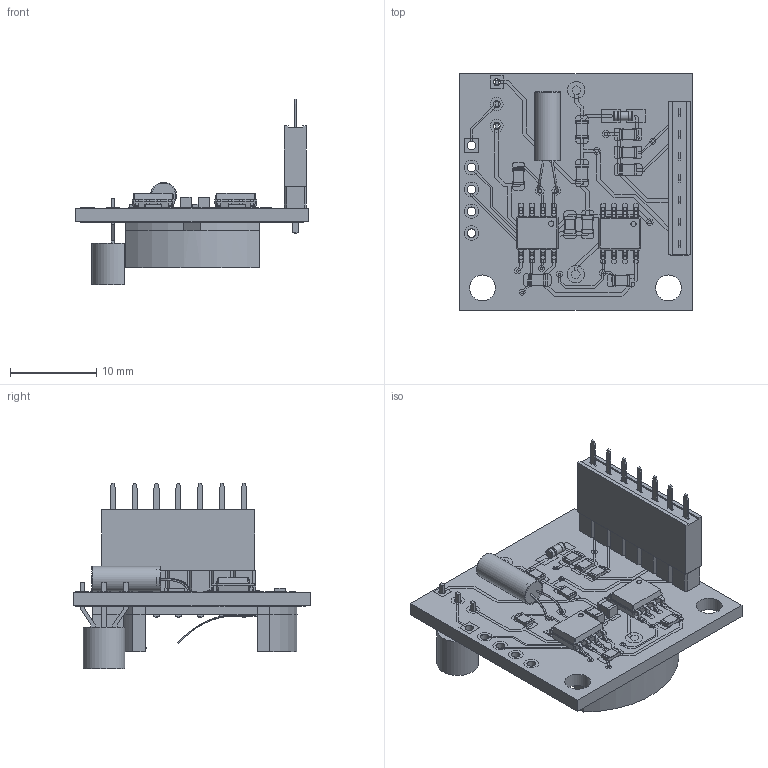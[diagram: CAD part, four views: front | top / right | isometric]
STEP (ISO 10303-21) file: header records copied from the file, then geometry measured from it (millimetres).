
FILE_DESCRIPTION(('FreeCAD Model'),'2;1');
FILE_NAME('TinyRTC_1307_1_socket.step','2019-12-24T18:35:04',( 'kicad StepUp'),('ksu MCAD'),'Open CASCADE STEP processor 7.3', 'FreeCAD','Unknown');
FILE_SCHEMA(('AUTOMOTIVE_DESIGN { 1 0 10303 214 1 1 1 1 }'));
Products named in the file (1): TinyRTC_1307_1_socket
Bounding box: 27 x 27.5 x 21.55 mm (x, y, z)
Volume: 2285.7 mm3; surface area: 5489.1 mm2
Topology: 25 solids, 183 shells, 1498 faces, 7534 edges, 6271 vertices
Faces by surface type: plane 1212, cylinder 207, bspline 68, extrusion 8, revolution 2, torus 1
Full cylindrical faces by diameter (mm): 0.5 x2, 0.6 x2, 0.8 x3, 1 x12, 1.05 x2, 1.07 x1, 1.1 x2, 2.8 x3, 3 x3
Entity records: 85400 total; most frequent: CARTESIAN_POINT 16350, ORIENTED_EDGE 11014, DIRECTION 10698, EDGE_CURVE 7534, VECTOR 6954, LINE 6946, VERTEX_POINT 6271, AXIS2_PLACEMENT_3D 1871
